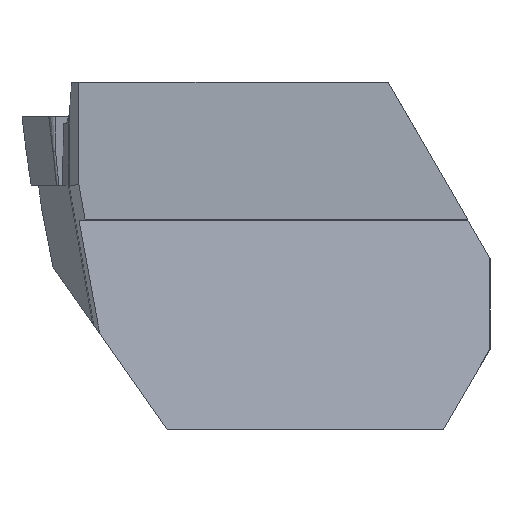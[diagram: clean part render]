
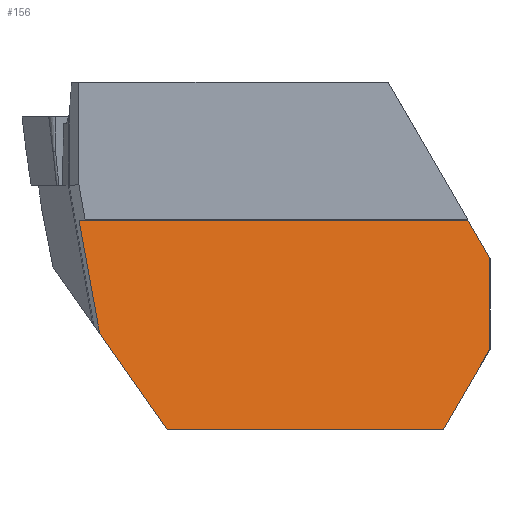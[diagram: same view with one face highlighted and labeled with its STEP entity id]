
A CAD part, top view. The second image highlights one B-rep face of the part: STEP entity #156.
In plain terms, the highlighted planar face has unit normal (0, 0.139, 0.99).
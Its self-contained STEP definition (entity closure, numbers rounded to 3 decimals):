
#156=ADVANCED_FACE('',(#245),#212,.T.);
#212=PLANE('',#1168);
#245=FACE_OUTER_BOUND('',#290,.T.);
#290=EDGE_LOOP('',(#395,#396,#397,#398,#399,#400,#401));
#395=ORIENTED_EDGE('',*,*,#757,.T.);
#396=ORIENTED_EDGE('',*,*,#758,.T.);
#397=ORIENTED_EDGE('',*,*,#759,.T.);
#398=ORIENTED_EDGE('',*,*,#756,.T.);
#399=ORIENTED_EDGE('',*,*,#760,.T.);
#400=ORIENTED_EDGE('',*,*,#761,.F.);
#401=ORIENTED_EDGE('',*,*,#762,.F.);
#659=VERTEX_POINT('',#1571);
#664=VERTEX_POINT('',#1581);
#665=VERTEX_POINT('',#1585);
#666=VERTEX_POINT('',#1586);
#667=VERTEX_POINT('',#1588);
#668=VERTEX_POINT('',#1591);
#669=VERTEX_POINT('',#1593);
#756=EDGE_CURVE('',#659,#664,#890,.T.);
#757=EDGE_CURVE('',#665,#666,#891,.T.);
#758=EDGE_CURVE('',#666,#667,#892,.T.);
#759=EDGE_CURVE('',#667,#659,#893,.T.);
#760=EDGE_CURVE('',#664,#668,#894,.T.);
#761=EDGE_CURVE('',#669,#668,#895,.T.);
#762=EDGE_CURVE('',#665,#669,#896,.T.);
#890=LINE('',#1582,#985);
#891=LINE('',#1584,#986);
#892=LINE('',#1587,#987);
#893=LINE('',#1589,#988);
#894=LINE('',#1590,#989);
#895=LINE('',#1592,#990);
#896=LINE('',#1594,#991);
#985=VECTOR('',#1277,1.);
#986=VECTOR('',#1280,1.);
#987=VECTOR('',#1281,1.);
#988=VECTOR('',#1282,1.);
#989=VECTOR('',#1283,1.);
#990=VECTOR('',#1284,1.);
#991=VECTOR('',#1285,1.);
#1168=AXIS2_PLACEMENT_3D('',#1595,#1286,#1287);
#1277=DIRECTION('',(1.,0.,0.));
#1280=DIRECTION('',(-1.,0.,0.));
#1281=DIRECTION('',(0.178,-0.974,0.137));
#1282=DIRECTION('',(0.57,-0.814,0.114));
#1283=DIRECTION('',(0.496,0.86,-0.121));
#1284=DIRECTION('',(0.,-0.99,0.139));
#1285=DIRECTION('',(0.496,-0.86,0.121));
#1286=DIRECTION('',(0.,0.139,0.99));
#1287=DIRECTION('',(0.,-0.99,0.139));
#1571=CARTESIAN_POINT('',(-18.608,-16.9,1.701));
#1581=CARTESIAN_POINT('',(-2.643,-16.9,1.701));
#1582=CARTESIAN_POINT('',(-12.534,-16.9,1.701));
#1584=CARTESIAN_POINT('',(-27.5,-4.8,0.));
#1585=CARTESIAN_POINT('',(-1.229,-4.8,0.));
#1586=CARTESIAN_POINT('',(-23.704,-4.8,0.));
#1587=CARTESIAN_POINT('',(-19.776,-26.328,3.025));
#1588=CARTESIAN_POINT('',(-22.514,-11.322,0.917));
#1589=CARTESIAN_POINT('',(-23.325,-10.164,0.754));
#1590=CARTESIAN_POINT('',(-1.557,-15.02,1.436));
#1591=CARTESIAN_POINT('',(0.05,-12.236,1.045));
#1592=CARTESIAN_POINT('',(0.05,-4.8,0.));
#1593=CARTESIAN_POINT('',(0.05,-7.015,0.311));
#1594=CARTESIAN_POINT('',(-3.96,-0.07,-0.665));
#1595=CARTESIAN_POINT('',(-12.534,-4.8,0.));
